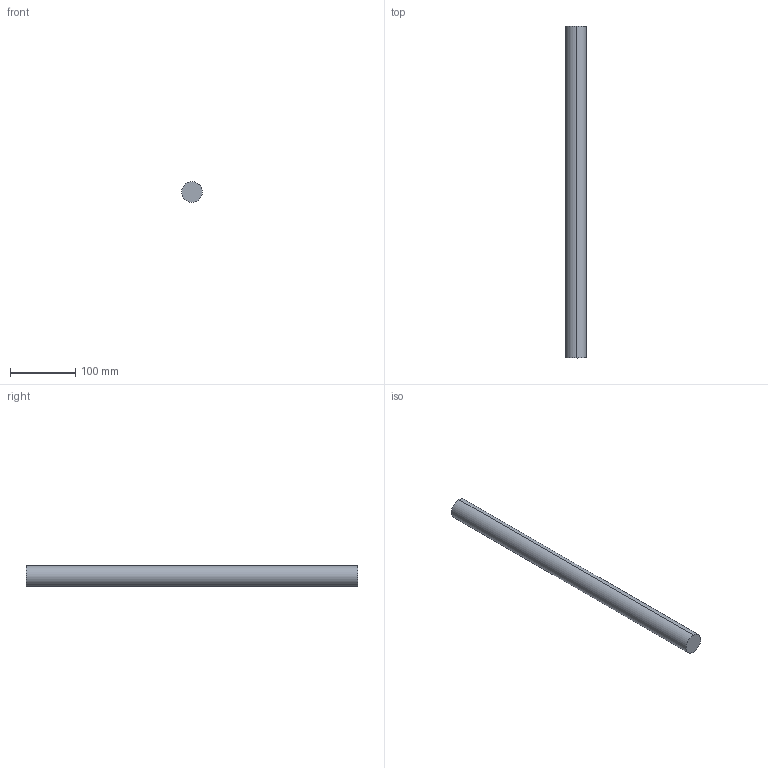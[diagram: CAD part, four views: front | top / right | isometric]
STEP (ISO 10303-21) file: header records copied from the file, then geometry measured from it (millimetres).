
FILE_DESCRIPTION (( 'STEP AP203' ), '1' );
FILE_NAME ('MidshipShaft_Primary.STEP', '2023-07-27T05:57:13', ( '' ), ( '' ), 'SwSTEP 2.0', 'SolidWorks 2021', '' );
FILE_SCHEMA (( 'CONFIG_CONTROL_DESIGN' ));
Length unit declared in the file: centimetre
Products named in the file (3): Part 14-4; MidshipShaft_Primary; Drive Shaft _1_
Assembly tree (2 placements, depth 3):
  MidshipShaft_Primary
    Drive Shaft _1_
      Part 14-4
Bounding box: 31.71 x 508 x 31.67 mm (x, y, z)
Volume: 400948.8 mm3; surface area: 52170.5 mm2
Topology: 1 solids, 1 shells, 4 faces, 6 edges, 4 vertices
Faces by surface type: cylinder 2, plane 2
Entity records: 403 total; most frequent: DIRECTION 30, PERSON_AND_ORGANIZATION 26, CARTESIAN_POINT 20, COORDINATED_UNIVERSAL_TIME_OFFSET 19, CALENDAR_DATE 19, DATE_AND_TIME 19, LOCAL_TIME 19, CC_DESIGN_PERSON_AND_ORGANIZATION_ASSIGNMENT 17
